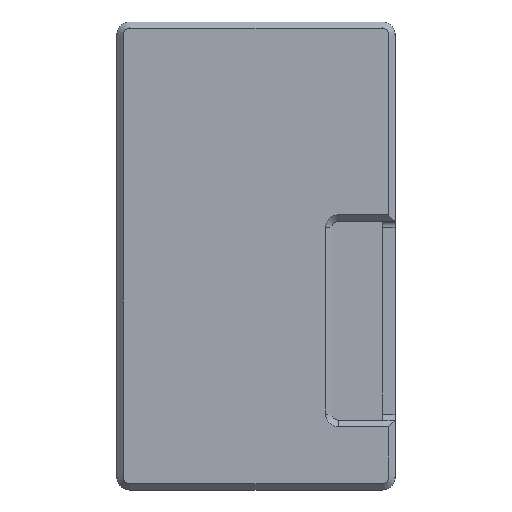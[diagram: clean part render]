
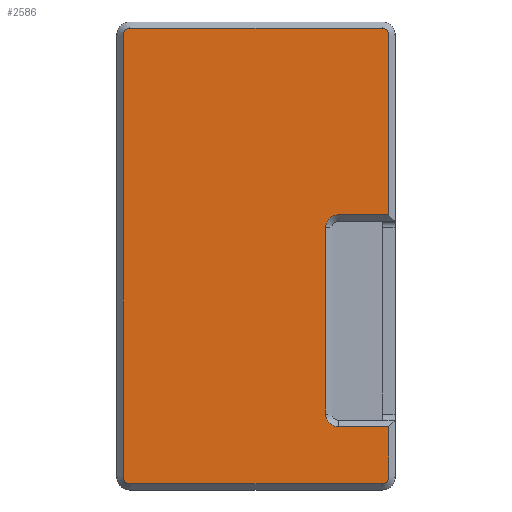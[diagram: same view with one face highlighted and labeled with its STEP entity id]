
A CAD part, top view. The second image highlights one B-rep face of the part: STEP entity #2586.
In plain terms, the highlighted planar face has unit normal (0, 0, 1).
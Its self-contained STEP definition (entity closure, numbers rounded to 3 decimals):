
#140=PLANE('',#2831);
#288=FACE_OUTER_BOUND('',#452,.T.);
#452=EDGE_LOOP('',(#2373,#2374,#2375,#2376,#2377,#2378,#2379,#2380,#2381,
#2382,#2383,#2384,#2385,#2386));
#686=LINE('',#4228,#956);
#689=LINE('',#4239,#959);
#693=LINE('',#4251,#963);
#697=LINE('',#4258,#967);
#704=LINE('',#4272,#974);
#710=LINE('',#4285,#980);
#715=LINE('',#4302,#985);
#719=LINE('',#4314,#989);
#956=VECTOR('',#3471,10.);
#959=VECTOR('',#3482,10.);
#963=VECTOR('',#3494,10.);
#967=VECTOR('',#3500,10.);
#974=VECTOR('',#3519,10.);
#980=VECTOR('',#3531,10.);
#985=VECTOR('',#3550,10.);
#989=VECTOR('',#3562,10.);
#1078=CIRCLE('',#2798,2.);
#1080=CIRCLE('',#2802,2.);
#1082=CIRCLE('',#2816,1.);
#1084=CIRCLE('',#2819,1.);
#1086=CIRCLE('',#2823,1.);
#1088=CIRCLE('',#2827,1.);
#1289=VERTEX_POINT('',#4221);
#1292=VERTEX_POINT('',#4226);
#1294=VERTEX_POINT('',#4232);
#1296=VERTEX_POINT('',#4237);
#1298=VERTEX_POINT('',#4244);
#1300=VERTEX_POINT('',#4249);
#1302=VERTEX_POINT('',#4256);
#1303=VERTEX_POINT('',#4271);
#1306=VERTEX_POINT('',#4282);
#1307=VERTEX_POINT('',#4284);
#1310=VERTEX_POINT('',#4295);
#1312=VERTEX_POINT('',#4300);
#1314=VERTEX_POINT('',#4307);
#1316=VERTEX_POINT('',#4312);
#1626=EDGE_CURVE('',#1292,#1289,#686,.T.);
#1629=EDGE_CURVE('',#1294,#1292,#1078,.T.);
#1631=EDGE_CURVE('',#1296,#1294,#689,.T.);
#1635=EDGE_CURVE('',#1298,#1296,#1080,.T.);
#1637=EDGE_CURVE('',#1300,#1298,#693,.T.);
#1641=EDGE_CURVE('',#1302,#1300,#697,.T.);
#1648=EDGE_CURVE('',#1289,#1303,#704,.T.);
#1654=EDGE_CURVE('',#1306,#1307,#710,.T.);
#1658=EDGE_CURVE('',#1303,#1306,#1082,.T.);
#1661=EDGE_CURVE('',#1310,#1302,#1084,.T.);
#1663=EDGE_CURVE('',#1312,#1310,#715,.T.);
#1667=EDGE_CURVE('',#1314,#1312,#1086,.T.);
#1669=EDGE_CURVE('',#1316,#1314,#719,.T.);
#1672=EDGE_CURVE('',#1307,#1316,#1088,.T.);
#2373=ORIENTED_EDGE('',*,*,#1637,.F.);
#2374=ORIENTED_EDGE('',*,*,#1641,.F.);
#2375=ORIENTED_EDGE('',*,*,#1661,.F.);
#2376=ORIENTED_EDGE('',*,*,#1663,.F.);
#2377=ORIENTED_EDGE('',*,*,#1667,.F.);
#2378=ORIENTED_EDGE('',*,*,#1669,.F.);
#2379=ORIENTED_EDGE('',*,*,#1672,.F.);
#2380=ORIENTED_EDGE('',*,*,#1654,.F.);
#2381=ORIENTED_EDGE('',*,*,#1658,.F.);
#2382=ORIENTED_EDGE('',*,*,#1648,.F.);
#2383=ORIENTED_EDGE('',*,*,#1626,.F.);
#2384=ORIENTED_EDGE('',*,*,#1629,.F.);
#2385=ORIENTED_EDGE('',*,*,#1631,.F.);
#2386=ORIENTED_EDGE('',*,*,#1635,.F.);
#2586=ADVANCED_FACE('',(#288),#140,.T.);
#2798=AXIS2_PLACEMENT_3D('',#4234,#3477,#3478);
#2802=AXIS2_PLACEMENT_3D('',#4246,#3489,#3490);
#2816=AXIS2_PLACEMENT_3D('',#4291,#3538,#3539);
#2819=AXIS2_PLACEMENT_3D('',#4297,#3545,#3546);
#2823=AXIS2_PLACEMENT_3D('',#4309,#3557,#3558);
#2827=AXIS2_PLACEMENT_3D('',#4318,#3568,#3569);
#2831=AXIS2_PLACEMENT_3D('',#4325,#3579,#3580);
#3471=DIRECTION('',(1.,0.,0.));
#3477=DIRECTION('center_axis',(0.,0.,1.));
#3478=DIRECTION('ref_axis',(-0.707,-0.707,0.));
#3482=DIRECTION('',(0.,-1.,0.));
#3489=DIRECTION('center_axis',(0.,0.,1.));
#3490=DIRECTION('ref_axis',(-0.707,0.707,0.));
#3494=DIRECTION('',(-1.,0.,0.));
#3500=DIRECTION('',(0.,-1.,0.));
#3519=DIRECTION('',(0.,-1.,0.));
#3531=DIRECTION('',(-1.,0.,0.));
#3538=DIRECTION('center_axis',(0.,0.,-1.));
#3539=DIRECTION('ref_axis',(0.707,-0.707,0.));
#3545=DIRECTION('center_axis',(0.,0.,-1.));
#3546=DIRECTION('ref_axis',(0.707,0.707,0.));
#3550=DIRECTION('',(1.,0.,0.));
#3557=DIRECTION('center_axis',(0.,0.,-1.));
#3558=DIRECTION('ref_axis',(-0.707,0.707,0.));
#3562=DIRECTION('',(0.,1.,0.));
#3568=DIRECTION('center_axis',(0.,0.,-1.));
#3569=DIRECTION('ref_axis',(-0.707,-0.707,0.));
#3579=DIRECTION('center_axis',(0.,0.,1.));
#3580=DIRECTION('ref_axis',(1.,0.,0.));
#4221=CARTESIAN_POINT('',(21.,-27.,9.));
#4226=CARTESIAN_POINT('',(13.,-27.,9.));
#4228=CARTESIAN_POINT('',(11.,-27.,9.));
#4232=CARTESIAN_POINT('',(11.,-25.,9.));
#4234=CARTESIAN_POINT('Origin',(13.,-25.,9.));
#4237=CARTESIAN_POINT('',(11.,4.5,9.));
#4239=CARTESIAN_POINT('',(11.,-13.,9.));
#4244=CARTESIAN_POINT('',(13.,6.5,9.));
#4246=CARTESIAN_POINT('Origin',(13.,4.5,9.));
#4249=CARTESIAN_POINT('',(21.,6.5,9.));
#4251=CARTESIAN_POINT('',(6.,6.5,9.));
#4256=CARTESIAN_POINT('',(21.,35.,9.));
#4258=CARTESIAN_POINT('',(21.,-18.5,9.));
#4271=CARTESIAN_POINT('',(21.,-35.,9.));
#4272=CARTESIAN_POINT('',(21.,-18.5,9.));
#4282=CARTESIAN_POINT('',(20.,-36.,9.));
#4284=CARTESIAN_POINT('',(-20.,-36.,9.));
#4285=CARTESIAN_POINT('',(-11.,-36.,9.));
#4291=CARTESIAN_POINT('Origin',(20.,-35.,9.));
#4295=CARTESIAN_POINT('',(20.,36.,9.));
#4297=CARTESIAN_POINT('Origin',(20.,35.,9.));
#4300=CARTESIAN_POINT('',(-20.,36.,9.));
#4302=CARTESIAN_POINT('',(11.,36.,9.));
#4307=CARTESIAN_POINT('',(-21.,35.,9.));
#4309=CARTESIAN_POINT('Origin',(-20.,35.,9.));
#4312=CARTESIAN_POINT('',(-21.,-35.,9.));
#4314=CARTESIAN_POINT('',(-21.,18.5,9.));
#4318=CARTESIAN_POINT('Origin',(-20.,-35.,9.));
#4325=CARTESIAN_POINT('Origin',(0.,0.,
9.));
